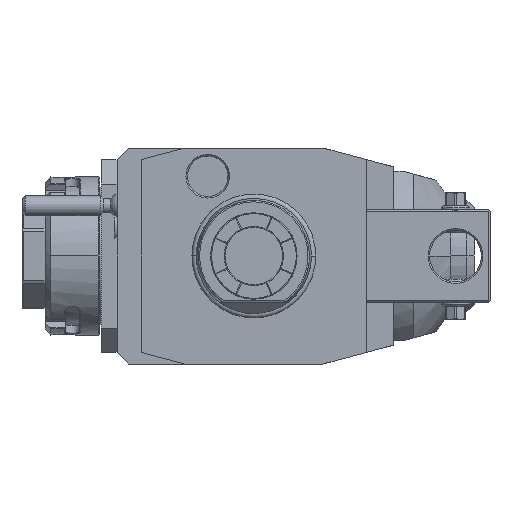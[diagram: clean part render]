
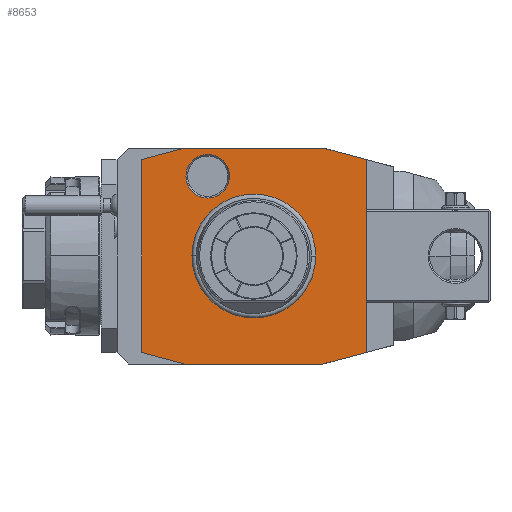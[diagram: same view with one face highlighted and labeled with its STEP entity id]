
A CAD part, front view. The second image highlights one B-rep face of the part: STEP entity #8653.
In plain terms, the highlighted planar face has unit normal (0, -1, 0).
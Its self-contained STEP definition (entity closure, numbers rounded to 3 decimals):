
#1=DIRECTION('',(-1.,0.,0.));
#2=VECTOR('',#1,48.);
#3=CARTESIAN_POINT('',(24.,0.,37.5));
#4=LINE('',#3,#2);
#5=DIRECTION('',(-0.966,0.,0.259));
#6=VECTOR('',#5,15.529);
#7=CARTESIAN_POINT('',(39.,0.,33.481));
#8=LINE('',#7,#6);
#9=DIRECTION('',(0.,0.,1.));
#10=VECTOR('',#9,66.962);
#11=CARTESIAN_POINT('',(39.,0.,-33.481));
#12=LINE('',#11,#10);
#13=DIRECTION('',(0.966,0.,0.259));
#14=VECTOR('',#13,15.529);
#15=CARTESIAN_POINT('',(24.,0.,-37.5));
#16=LINE('',#15,#14);
#17=DIRECTION('',(1.,0.,0.));
#18=VECTOR('',#17,48.);
#19=CARTESIAN_POINT('',(-24.,0.,-37.5));
#20=LINE('',#19,#18);
#21=DIRECTION('',(0.966,0.,-0.259));
#22=VECTOR('',#21,15.529);
#23=CARTESIAN_POINT('',(-39.,0.,-33.481));
#24=LINE('',#23,#22);
#25=DIRECTION('',(0.,0.,-1.));
#26=VECTOR('',#25,66.962);
#27=CARTESIAN_POINT('',(-39.,0.,33.481));
#28=LINE('',#27,#26);
#29=DIRECTION('',(-0.966,0.,-0.259));
#30=VECTOR('',#29,15.529);
#31=CARTESIAN_POINT('',(-24.,0.,37.5));
#32=LINE('',#31,#30);
#33=CARTESIAN_POINT('',(-16.,0.,27.713));
#34=DIRECTION('',(0.,1.,0.));
#35=DIRECTION('',(1.,0.,0.));
#36=AXIS2_PLACEMENT_3D('',#33,#34,#35);
#38=CARTESIAN_POINT('',(-16.,0.,27.713));
#39=DIRECTION('',(0.,1.,0.));
#40=DIRECTION('',(-1.,0.,0.));
#41=AXIS2_PLACEMENT_3D('',#38,#39,#40);
#5405=CARTESIAN_POINT('',(0.,0.,0.));
#5406=DIRECTION('',(0.,1.,0.));
#5407=DIRECTION('',(-1.,0.,0.));
#5408=AXIS2_PLACEMENT_3D('',#5405,#5406,#5407);
#5410=CARTESIAN_POINT('',(0.,0.,0.));
#5411=DIRECTION('',(0.,1.,0.));
#5412=DIRECTION('',(1.,0.,0.));
#5413=AXIS2_PLACEMENT_3D('',#5410,#5411,#5412);
#7596=CARTESIAN_POINT('',(-8.423,0.,27.713));
#7597=CARTESIAN_POINT('',(-23.577,0.,27.713));
#7598=VERTEX_POINT('',#7596);
#7599=VERTEX_POINT('',#7597);
#8436=CARTESIAN_POINT('',(24.,0.,37.5));
#8437=CARTESIAN_POINT('',(-24.,0.,37.5));
#8438=VERTEX_POINT('',#8436);
#8439=VERTEX_POINT('',#8437);
#8440=CARTESIAN_POINT('',(39.,0.,-33.481));
#8441=CARTESIAN_POINT('',(39.,0.,33.481));
#8442=VERTEX_POINT('',#8440);
#8443=VERTEX_POINT('',#8441);
#8444=CARTESIAN_POINT('',(-39.,0.,-33.481));
#8445=CARTESIAN_POINT('',(-24.,0.,-37.5));
#8446=VERTEX_POINT('',#8444);
#8447=VERTEX_POINT('',#8445);
#8448=CARTESIAN_POINT('',(-39.,0.,33.481));
#8449=VERTEX_POINT('',#8448);
#8474=CARTESIAN_POINT('',(24.,0.,-37.5));
#8475=VERTEX_POINT('',#8474);
#8516=CARTESIAN_POINT('',(-21.137,0.,0.));
#8517=CARTESIAN_POINT('',(21.137,0.,0.));
#8518=VERTEX_POINT('',#8516);
#8519=VERTEX_POINT('',#8517);
#8618=CARTESIAN_POINT('',(0.,0.,0.));
#8619=DIRECTION('',(0.,-1.,0.));
#8620=DIRECTION('',(-1.,0.,0.));
#8621=AXIS2_PLACEMENT_3D('',#8618,#8619,#8620);
#8622=PLANE('',#8621);
#8624=ORIENTED_EDGE('',*,*,#8623,.F.);
#8626=ORIENTED_EDGE('',*,*,#8625,.F.);
#8628=ORIENTED_EDGE('',*,*,#8627,.F.);
#8630=ORIENTED_EDGE('',*,*,#8629,.F.);
#8632=ORIENTED_EDGE('',*,*,#8631,.F.);
#8634=ORIENTED_EDGE('',*,*,#8633,.F.);
#8636=ORIENTED_EDGE('',*,*,#8635,.F.);
#8638=ORIENTED_EDGE('',*,*,#8637,.F.);
#8639=EDGE_LOOP('',(#8624,#8626,#8628,#8630,#8632,#8634,#8636,#8638));
#8640=FACE_OUTER_BOUND('',#8639,.F.);
#8642=ORIENTED_EDGE('',*,*,#8641,.F.);
#8644=ORIENTED_EDGE('',*,*,#8643,.F.);
#8645=EDGE_LOOP('',(#8642,#8644));
#8646=FACE_BOUND('',#8645,.F.);
#8648=ORIENTED_EDGE('',*,*,#8647,.F.);
#8650=ORIENTED_EDGE('',*,*,#8649,.F.);
#8651=EDGE_LOOP('',(#8648,#8650));
#8652=FACE_BOUND('',#8651,.F.);
#37=CIRCLE('',#36,7.577);
#42=CIRCLE('',#41,7.577);
#5409=CIRCLE('',#5408,21.137);
#5414=CIRCLE('',#5413,21.137);
#8623=EDGE_CURVE('',#8438,#8439,#4,.T.);
#8625=EDGE_CURVE('',#8443,#8438,#8,.T.);
#8627=EDGE_CURVE('',#8442,#8443,#12,.T.);
#8629=EDGE_CURVE('',#8475,#8442,#16,.T.);
#8631=EDGE_CURVE('',#8447,#8475,#20,.T.);
#8633=EDGE_CURVE('',#8446,#8447,#24,.T.);
#8635=EDGE_CURVE('',#8449,#8446,#28,.T.);
#8637=EDGE_CURVE('',#8439,#8449,#32,.T.);
#8641=EDGE_CURVE('',#8518,#8519,#5409,.T.);
#8643=EDGE_CURVE('',#8519,#8518,#5414,.T.);
#8647=EDGE_CURVE('',#7598,#7599,#37,.T.);
#8649=EDGE_CURVE('',#7599,#7598,#42,.T.);
#8653=ADVANCED_FACE('',(#8640,#8646,#8652),#8622,.T.);
